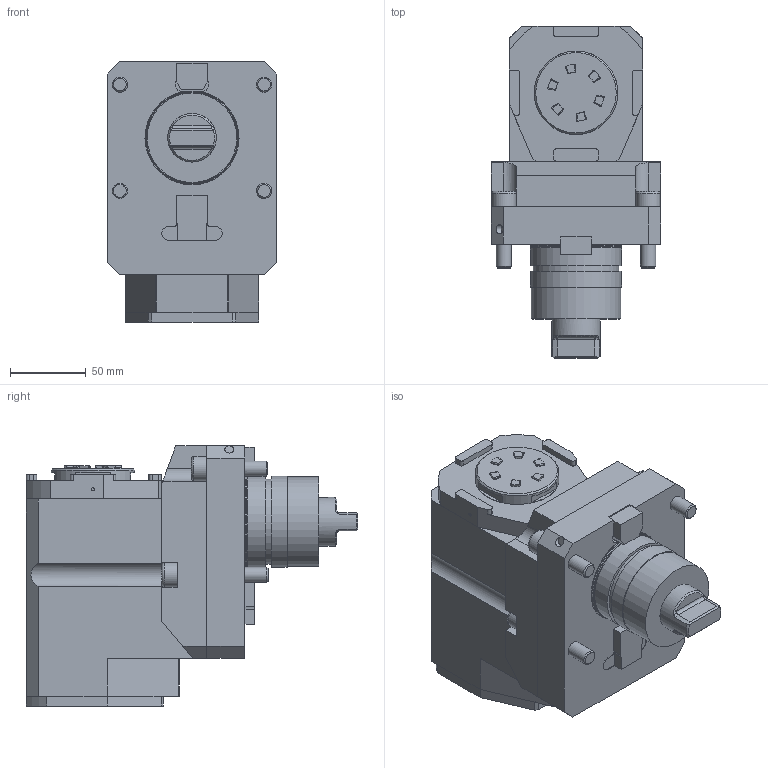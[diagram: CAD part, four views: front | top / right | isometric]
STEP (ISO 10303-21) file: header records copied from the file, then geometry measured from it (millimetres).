
FILE_DESCRIPTION (( 'STEP AP214' ), '1' );
FILE_NAME ('RRPPAH32I321UTT60.STEP', '2025-10-06T07:42:17', ( '' ), ( '' ), 'SwSTEP 2.0', 'SolidWorks 2023', '' );
FILE_SCHEMA (( 'AUTOMOTIVE_DESIGN' ));
Length unit declared in the file: millimetre
Products named in the file (1): RRPPAH32I321UTT60
Bounding box: 112 x 218.7 x 171.5 mm (x, y, z)
Volume: 2137538.9 mm3; surface area: 131531.1 mm2
Topology: 1 solids, 1 shells, 613 faces, 1597 edges, 1055 vertices
Faces by surface type: plane 376, bspline 120, cylinder 99, cone 12, torus 6
Full cylindrical faces by diameter (mm): 1.7 x1, 2.1 x1, 6 x1, 6.366 x1, 10 x4, 16 x4, 32 x1, 55 x1, 56.2 x1, 59 x1, 59.6 x1, 60 x2, 73.137 x1
Entity records: 28122 total; most frequent: CARTESIAN_POINT 10335, ORIENTED_EDGE 3110, DIRECTION 2497, EDGE_CURVE 1555, VERTEX_POINT 1045, VECTOR 1025, LINE 1025, AXIS2_PLACEMENT_3D 736
